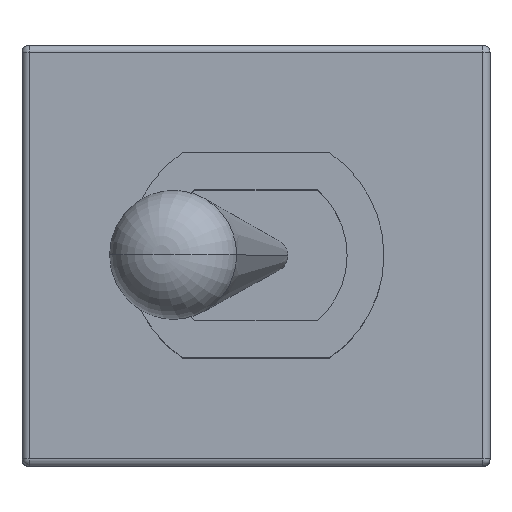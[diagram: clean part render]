
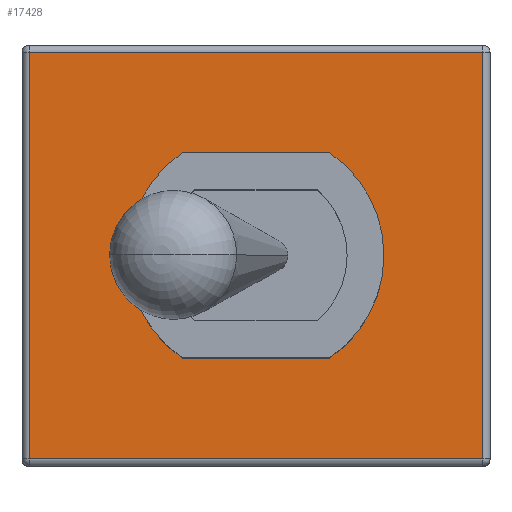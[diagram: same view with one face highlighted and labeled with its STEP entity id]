
A CAD part, top view. The second image highlights one B-rep face of the part: STEP entity #17428.
In plain terms, the highlighted planar face has unit normal (0, 0, 1).
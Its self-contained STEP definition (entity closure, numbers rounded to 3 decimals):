
#27 = ORIENTED_EDGE ( 'NONE', *, *, #13516, .F. ) ;
#488 = VERTEX_POINT ( 'NONE', #2267 ) ;
#512 = ORIENTED_EDGE ( 'NONE', *, *, #11035, .T. ) ;
#733 = EDGE_CURVE ( 'NONE', #12744, #5686, #1148, .T. ) ;
#736 = DIRECTION ( 'NONE',  ( 0., 0., 1. ) ) ;
#1148 = LINE ( 'NONE', #6728, #12868 ) ;
#1568 = DIRECTION ( 'NONE',  ( 0., 0., 1. ) ) ;
#1974 = ORIENTED_EDGE ( 'NONE', *, *, #2017, .F. ) ;
#2017 = EDGE_CURVE ( 'NONE', #7708, #13837, #8925, .T. ) ;
#2047 = ORIENTED_EDGE ( 'NONE', *, *, #733, .T. ) ;
#2096 = CARTESIAN_POINT ( 'NONE',  ( -0.111, 0., 10.4 ) ) ;
#2114 = VECTOR ( 'NONE', #10354, 1000. ) ;
#2267 = CARTESIAN_POINT ( 'NONE',  ( -3.472, 0., 10.4 ) ) ;
#2392 = CARTESIAN_POINT ( 'NONE',  ( 0.111, 0., 10.4 ) ) ;
#2868 = DIRECTION ( 'NONE',  ( 1., 0., 0. ) ) ;
#3039 = DIRECTION ( 'NONE',  ( 0., 1., 0. ) ) ;
#3347 = VERTEX_POINT ( 'NONE', #10261 ) ;
#3482 = CARTESIAN_POINT ( 'NONE',  ( -6.15, -5.515, 10.4 ) ) ;
#4021 = CARTESIAN_POINT ( 'NONE',  ( 2., -2.78, 10.4 ) ) ;
#4190 = FACE_OUTER_BOUND ( 'NONE', #6439, .T. ) ;
#4322 = EDGE_CURVE ( 'NONE', #10587, #16697, #7612, .T. ) ;
#4816 = CARTESIAN_POINT ( 'NONE',  ( 0., 0., 10.4 ) ) ;
#4841 = CARTESIAN_POINT ( 'NONE',  ( -2., 2.78, 10.4 ) ) ;
#5686 = VERTEX_POINT ( 'NONE', #5843 ) ;
#5702 = LINE ( 'NONE', #5882, #13523 ) ;
#5843 = CARTESIAN_POINT ( 'NONE',  ( 6.15, -5.515, 10.4 ) ) ;
#5882 = CARTESIAN_POINT ( 'NONE',  ( -2., -2.78, 10.4 ) ) ;
#5909 = ORIENTED_EDGE ( 'NONE', *, *, #16971, .F. ) ;
#6439 = EDGE_LOOP ( 'NONE', ( #16287, #2047, #512, #9427 ) ) ;
#6728 = CARTESIAN_POINT ( 'NONE',  ( 0., -5.515, 10.4 ) ) ;
#6793 = ORIENTED_EDGE ( 'NONE', *, *, #16000, .F. ) ;
#7141 = DIRECTION ( 'NONE',  ( -1., 0., 0. ) ) ;
#7235 = CARTESIAN_POINT ( 'NONE',  ( 6.15, 0., 10.4 ) ) ;
#7490 = CARTESIAN_POINT ( 'NONE',  ( 2., 2.78, 10.4 ) ) ;
#7612 = LINE ( 'NONE', #11722, #12429 ) ;
#7708 = VERTEX_POINT ( 'NONE', #4021 ) ;
#8654 = CARTESIAN_POINT ( 'NONE',  ( -6.15, 5.515, 10.4 ) ) ;
#8873 = DIRECTION ( 'NONE',  ( 1., 0., 0. ) ) ;
#8925 = CIRCLE ( 'NONE', #16244, 3.361 ) ;
#9427 = ORIENTED_EDGE ( 'NONE', *, *, #4322, .T. ) ;
#10261 = CARTESIAN_POINT ( 'NONE',  ( -2., 2.78, 10.4 ) ) ;
#10354 = DIRECTION ( 'NONE',  ( -1., 0., 0. ) ) ;
#10411 = DIRECTION ( 'NONE',  ( 0., 0., 1. ) ) ;
#10468 = AXIS2_PLACEMENT_3D ( 'NONE', #2096, #736, #11404 ) ;
#10587 = VERTEX_POINT ( 'NONE', #17937 ) ;
#11035 = EDGE_CURVE ( 'NONE', #5686, #10587, #11666, .T. ) ;
#11404 = DIRECTION ( 'NONE',  ( 1., 0., 0. ) ) ;
#11522 = PLANE ( 'NONE',  #11682 ) ;
#11666 = LINE ( 'NONE', #7235, #13972 ) ;
#11682 = AXIS2_PLACEMENT_3D ( 'NONE', #4816, #10411, #8873 ) ;
#11696 = EDGE_CURVE ( 'NONE', #3347, #488, #14001, .T. ) ;
#11722 = CARTESIAN_POINT ( 'NONE',  ( -6.35, 5.515, 10.4 ) ) ;
#11817 = EDGE_CURVE ( 'NONE', #16697, #12744, #14220, .T. ) ;
#11990 = CARTESIAN_POINT ( 'NONE',  ( -2., -2.78, 10.4 ) ) ;
#12258 = DIRECTION ( 'NONE',  ( 1., 0., 0. ) ) ;
#12429 = VECTOR ( 'NONE', #15850, 1000. ) ;
#12744 = VERTEX_POINT ( 'NONE', #3482 ) ;
#12852 = DIRECTION ( 'NONE',  ( 1., 0., 0. ) ) ;
#12868 = VECTOR ( 'NONE', #12258, 1000. ) ;
#13038 = DIRECTION ( 'NONE',  ( 0., -1., 0. ) ) ;
#13127 = AXIS2_PLACEMENT_3D ( 'NONE', #13950, #14145, #12852 ) ;
#13516 = EDGE_CURVE ( 'NONE', #16221, #7708, #5702, .T. ) ;
#13523 = VECTOR ( 'NONE', #2868, 1000. ) ;
#13708 = CIRCLE ( 'NONE', #10468, 3.361 ) ;
#13837 = VERTEX_POINT ( 'NONE', #7490 ) ;
#13950 = CARTESIAN_POINT ( 'NONE',  ( -0.111, 0., 10.4 ) ) ;
#13972 = VECTOR ( 'NONE', #3039, 1000. ) ;
#14001 = CIRCLE ( 'NONE', #13127, 3.361 ) ;
#14145 = DIRECTION ( 'NONE',  ( 0., 0., 1. ) ) ;
#14220 = LINE ( 'NONE', #14400, #17214 ) ;
#14267 = ORIENTED_EDGE ( 'NONE', *, *, #11696, .F. ) ;
#14400 = CARTESIAN_POINT ( 'NONE',  ( -6.15, -5.715, 10.4 ) ) ;
#14915 = EDGE_LOOP ( 'NONE', ( #6793, #1974, #27, #5909, #14267 ) ) ;
#15745 = FACE_BOUND ( 'NONE', #14915, .T. ) ;
#15850 = DIRECTION ( 'NONE',  ( -1., 0., 0. ) ) ;
#16000 = EDGE_CURVE ( 'NONE', #13837, #3347, #17339, .T. ) ;
#16221 = VERTEX_POINT ( 'NONE', #11990 ) ;
#16244 = AXIS2_PLACEMENT_3D ( 'NONE', #2392, #1568, #7141 ) ;
#16287 = ORIENTED_EDGE ( 'NONE', *, *, #11817, .T. ) ;
#16697 = VERTEX_POINT ( 'NONE', #8654 ) ;
#16971 = EDGE_CURVE ( 'NONE', #488, #16221, #13708, .T. ) ;
#17214 = VECTOR ( 'NONE', #13038, 1000. ) ;
#17339 = LINE ( 'NONE', #4841, #2114 ) ;
#17428 = ADVANCED_FACE ( 'NONE', ( #4190, #15745 ), #11522, .T. ) ;
#17937 = CARTESIAN_POINT ( 'NONE',  ( 6.15, 5.515, 10.4 ) ) ;
